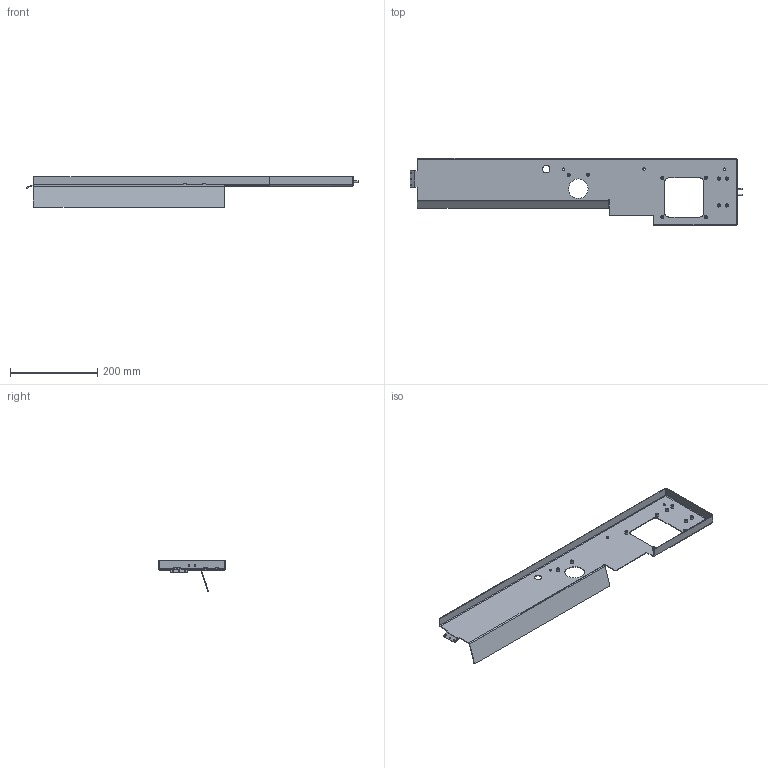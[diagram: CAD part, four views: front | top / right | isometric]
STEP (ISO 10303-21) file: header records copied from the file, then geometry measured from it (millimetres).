
FILE_DESCRIPTION (( 'STEP AP214' ), '1' );
FILE_NAME ('2001-464-5A.STEP', '2023-06-01T07:29:57', ( '' ), ( '' ), 'SwSTEP 2.0', 'SolidWorks 2023', '' );
FILE_SCHEMA (( 'AUTOMOTIVE_DESIGN' ));
Length unit declared in the file: millimetre
Products named in the file (1): 2001-464-5A
Bounding box: 763.14 x 155 x 70.3 mm (x, y, z)
Volume: 182083.4 mm3; surface area: 247462.2 mm2
Topology: 13 solids, 13 shells, 177 faces, 417 edges, 266 vertices
Faces by surface type: cylinder 105, plane 68, bspline 4
Entity records: 5612 total; most frequent: CARTESIAN_POINT 1129, DIRECTION 959, ORIENTED_EDGE 834, EDGE_CURVE 417, AXIS2_PLACEMENT_3D 376, VERTEX_POINT 266, EDGE_LOOP 235, VECTOR 207
